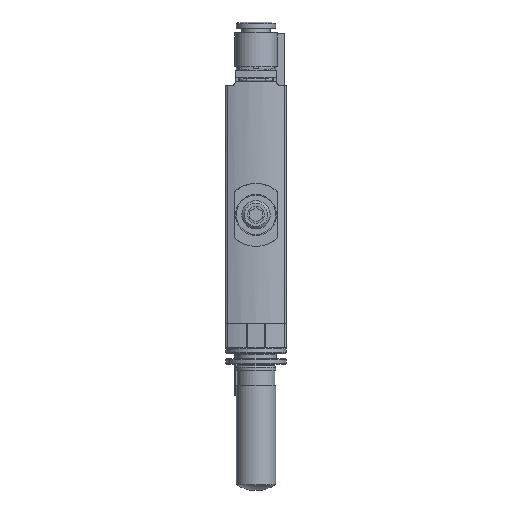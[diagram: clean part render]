
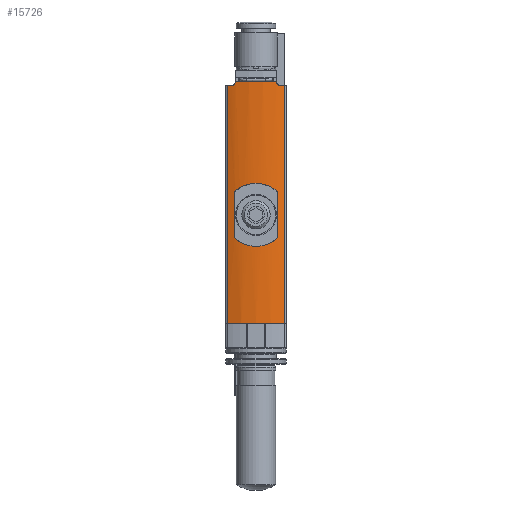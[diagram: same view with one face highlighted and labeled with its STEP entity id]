
A CAD part, front view. The second image highlights one B-rep face of the part: STEP entity #15726.
In plain terms, the highlighted cylindrical face has radius 21 mm (diameter 42 mm), a partial arc.
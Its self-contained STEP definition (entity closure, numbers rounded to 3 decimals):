
#199=B_SPLINE_CURVE_WITH_KNOTS('',3,(#21839,#21840,#21841,#21842,#21843,
#21844,#21845),.UNSPECIFIED.,.F.,.F.,(4,1,1,1,4),(0.,0.003,
0.006,0.008,0.011),
 .UNSPECIFIED.);
#200=B_SPLINE_CURVE_WITH_KNOTS('',3,(#21848,#21849,#21850,#21851),
 .UNSPECIFIED.,.F.,.F.,(4,4),(0.,0.),
 .UNSPECIFIED.);
#201=B_SPLINE_CURVE_WITH_KNOTS('',3,(#21855,#21856,#21857,#21858),
 .UNSPECIFIED.,.F.,.F.,(4,4),(0.,0.),.UNSPECIFIED.);
#202=B_SPLINE_CURVE_WITH_KNOTS('',3,(#21860,#21861,#21862,#21863,#21864,
#21865,#21866),.UNSPECIFIED.,.F.,.F.,(4,1,1,1,4),(0.,0.003,
0.006,0.008,0.011),
 .UNSPECIFIED.);
#203=B_SPLINE_CURVE_WITH_KNOTS('',3,(#21868,#21869,#21870,#21871),
 .UNSPECIFIED.,.F.,.F.,(4,4),(0.,0.),.UNSPECIFIED.);
#204=B_SPLINE_CURVE_WITH_KNOTS('',3,(#21875,#21876,#21877,#21878),
 .UNSPECIFIED.,.F.,.F.,(4,4),(0.,0.),.UNSPECIFIED.);
#205=B_SPLINE_CURVE_WITH_KNOTS('',3,(#21882,#21883,#21884,#21885,#21886),
 .UNSPECIFIED.,.F.,.F.,(4,1,4),(0.,0.001,
0.002),.UNSPECIFIED.);
#206=B_SPLINE_CURVE_WITH_KNOTS('',3,(#21898,#21899,#21900,#21901,#21902),
 .UNSPECIFIED.,.F.,.F.,(4,1,4),(0.,0.001,0.002),
 .UNSPECIFIED.);
#250=CYLINDRICAL_SURFACE('',#16541,21.);
#679=LINE('',#21853,#1631);
#680=LINE('',#21873,#1632);
#681=LINE('',#21890,#1633);
#682=LINE('',#21894,#1634);
#1631=VECTOR('',#18124,1000.);
#1632=VECTOR('',#18125,1000.);
#1633=VECTOR('',#18130,1000.);
#1634=VECTOR('',#18133,1000.);
#2638=ORIENTED_EDGE('',*,*,#5756,.T.);
#2639=ORIENTED_EDGE('',*,*,#5757,.T.);
#2640=ORIENTED_EDGE('',*,*,#5758,.T.);
#2641=ORIENTED_EDGE('',*,*,#5759,.T.);
#2642=ORIENTED_EDGE('',*,*,#5760,.T.);
#2643=ORIENTED_EDGE('',*,*,#5761,.T.);
#2644=ORIENTED_EDGE('',*,*,#5762,.T.);
#2645=ORIENTED_EDGE('',*,*,#5763,.T.);
#2646=ORIENTED_EDGE('',*,*,#5764,.F.);
#2647=ORIENTED_EDGE('',*,*,#5765,.F.);
#2648=ORIENTED_EDGE('',*,*,#5766,.F.);
#2649=ORIENTED_EDGE('',*,*,#5767,.T.);
#2650=ORIENTED_EDGE('',*,*,#5768,.T.);
#2651=ORIENTED_EDGE('',*,*,#5769,.F.);
#2652=ORIENTED_EDGE('',*,*,#5770,.F.);
#2653=ORIENTED_EDGE('',*,*,#5771,.F.);
#5756=EDGE_CURVE('',#7309,#7310,#199,.T.);
#5757=EDGE_CURVE('',#7310,#7311,#200,.T.);
#5758=EDGE_CURVE('',#7311,#7312,#679,.F.);
#5759=EDGE_CURVE('',#7312,#7313,#201,.T.);
#5760=EDGE_CURVE('',#7313,#7314,#202,.T.);
#5761=EDGE_CURVE('',#7314,#7315,#203,.T.);
#5762=EDGE_CURVE('',#7315,#7316,#680,.T.);
#5763=EDGE_CURVE('',#7316,#7309,#204,.T.);
#5764=EDGE_CURVE('',#7317,#7318,#8257,.T.);
#5765=EDGE_CURVE('',#7319,#7317,#205,.T.);
#5766=EDGE_CURVE('',#7320,#7319,#8258,.T.);
#5767=EDGE_CURVE('',#7320,#7321,#681,.T.);
#5768=EDGE_CURVE('',#7321,#7322,#8259,.T.);
#5769=EDGE_CURVE('',#7323,#7322,#682,.T.);
#5770=EDGE_CURVE('',#7324,#7323,#8260,.T.);
#5771=EDGE_CURVE('',#7318,#7324,#206,.T.);
#7309=VERTEX_POINT('',#21846);
#7310=VERTEX_POINT('',#21847);
#7311=VERTEX_POINT('',#21852);
#7312=VERTEX_POINT('',#21854);
#7313=VERTEX_POINT('',#21859);
#7314=VERTEX_POINT('',#21867);
#7315=VERTEX_POINT('',#21872);
#7316=VERTEX_POINT('',#21874);
#7317=VERTEX_POINT('',#21880);
#7318=VERTEX_POINT('',#21881);
#7319=VERTEX_POINT('',#21887);
#7320=VERTEX_POINT('',#21889);
#7321=VERTEX_POINT('',#21891);
#7322=VERTEX_POINT('',#21893);
#7323=VERTEX_POINT('',#21895);
#7324=VERTEX_POINT('',#21897);
#8257=CIRCLE('',#16542,21.);
#8258=CIRCLE('',#16543,21.);
#8259=CIRCLE('',#16544,21.);
#8260=CIRCLE('',#16545,21.);
#8818=EDGE_LOOP('',(#2638,#2639,#2640,#2641,#2642,#2643,#2644,#2645));
#8819=EDGE_LOOP('',(#2646,#2647,#2648,#2649,#2650,#2651,#2652,#2653));
#9862=FACE_BOUND('',#8818,.T.);
#9863=FACE_BOUND('',#8819,.T.);
#15726=ADVANCED_FACE('',(#9862,#9863),#250,.T.);
#16541=AXIS2_PLACEMENT_3D('',#21838,#18122,#18123);
#16542=AXIS2_PLACEMENT_3D('',#21879,#18126,#18127);
#16543=AXIS2_PLACEMENT_3D('',#21888,#18128,#18129);
#16544=AXIS2_PLACEMENT_3D('',#21892,#18131,#18132);
#16545=AXIS2_PLACEMENT_3D('',#21896,#18134,#18135);
#18122=DIRECTION('',(0.,0.,-1.));
#18123=DIRECTION('',(-1.,0.,0.));
#18124=DIRECTION('',(0.,0.,-1.));
#18125=DIRECTION('',(0.,0.,-1.));
#18126=DIRECTION('',(0.,0.,1.));
#18127=DIRECTION('',(1.,0.,0.));
#18128=DIRECTION('',(0.,0.,1.));
#18129=DIRECTION('',(1.,0.,0.));
#18130=DIRECTION('',(0.,0.,-1.));
#18131=DIRECTION('',(0.,0.,1.));
#18132=DIRECTION('',(1.,0.,0.));
#18133=DIRECTION('',(0.,0.,-1.));
#18134=DIRECTION('',(0.,0.,1.));
#18135=DIRECTION('',(1.,0.,0.));
#21838=CARTESIAN_POINT('',(0.,25.915,35.8));
#21839=CARTESIAN_POINT('',(5.075,5.538,-5.923));
#21840=CARTESIAN_POINT('',(4.377,5.364,-6.521));
#21841=CARTESIAN_POINT('',(2.786,5.044,-7.46));
#21842=CARTESIAN_POINT('',(0.004,4.851,-7.969));
#21843=CARTESIAN_POINT('',(-2.779,5.043,-7.464));
#21844=CARTESIAN_POINT('',(-4.377,5.364,-6.521));
#21845=CARTESIAN_POINT('',(-5.075,5.538,-5.923));
#21846=CARTESIAN_POINT('',(5.075,5.538,-5.923));
#21847=CARTESIAN_POINT('',(-5.075,5.538,-5.923));
#21848=CARTESIAN_POINT('',(-5.075,5.538,-5.923));
#21849=CARTESIAN_POINT('',(-5.184,5.565,-5.83));
#21850=CARTESIAN_POINT('',(-5.25,5.582,-5.689));
#21851=CARTESIAN_POINT('',(-5.25,5.582,-5.543));
#21852=CARTESIAN_POINT('',(-5.25,5.582,-5.543));
#21853=CARTESIAN_POINT('',(-5.25,5.582,35.8));
#21854=CARTESIAN_POINT('',(-5.25,5.582,5.543));
#21855=CARTESIAN_POINT('',(-5.25,5.582,5.543));
#21856=CARTESIAN_POINT('',(-5.25,5.582,5.689));
#21857=CARTESIAN_POINT('',(-5.184,5.565,5.83));
#21858=CARTESIAN_POINT('',(-5.075,5.538,5.923));
#21859=CARTESIAN_POINT('',(-5.075,5.538,5.923));
#21860=CARTESIAN_POINT('',(-5.075,5.538,5.923));
#21861=CARTESIAN_POINT('',(-4.377,5.364,6.521));
#21862=CARTESIAN_POINT('',(-2.786,5.044,7.46));
#21863=CARTESIAN_POINT('',(-0.004,4.851,7.969));
#21864=CARTESIAN_POINT('',(2.779,5.043,7.464));
#21865=CARTESIAN_POINT('',(4.377,5.364,6.521));
#21866=CARTESIAN_POINT('',(5.075,5.538,5.923));
#21867=CARTESIAN_POINT('',(5.075,5.538,5.923));
#21868=CARTESIAN_POINT('',(5.075,5.538,5.923));
#21869=CARTESIAN_POINT('',(5.184,5.565,5.83));
#21870=CARTESIAN_POINT('',(5.25,5.582,5.689));
#21871=CARTESIAN_POINT('',(5.25,5.582,5.543));
#21872=CARTESIAN_POINT('',(5.25,5.582,5.543));
#21873=CARTESIAN_POINT('',(5.25,5.582,35.8));
#21874=CARTESIAN_POINT('',(5.25,5.582,-5.543));
#21875=CARTESIAN_POINT('',(5.25,5.582,-5.543));
#21876=CARTESIAN_POINT('',(5.25,5.582,-5.689));
#21877=CARTESIAN_POINT('',(5.184,5.565,-5.83));
#21878=CARTESIAN_POINT('',(5.075,5.538,-5.923));
#21879=CARTESIAN_POINT('',(0.,25.915,33.));
#21880=CARTESIAN_POINT('',(-5.1,5.544,33.));
#21881=CARTESIAN_POINT('',(5.1,5.544,33.));
#21882=CARTESIAN_POINT('',(-6.1,5.82,32.));
#21883=CARTESIAN_POINT('',(-5.842,5.742,32.));
#21884=CARTESIAN_POINT('',(-5.33,5.6,32.205));
#21885=CARTESIAN_POINT('',(-5.1,5.544,32.731));
#21886=CARTESIAN_POINT('',(-5.1,5.544,33.));
#21887=CARTESIAN_POINT('',(-6.1,5.82,32.));
#21888=CARTESIAN_POINT('',(0.,25.915,32.));
#21889=CARTESIAN_POINT('',(-7.171,6.177,32.));
#21890=CARTESIAN_POINT('',(-7.171,6.177,35.8));
#21891=CARTESIAN_POINT('',(-7.171,6.177,-27.));
#21892=CARTESIAN_POINT('',(0.,25.915,-27.));
#21893=CARTESIAN_POINT('',(7.171,6.177,-27.));
#21894=CARTESIAN_POINT('',(7.171,6.177,35.8));
#21895=CARTESIAN_POINT('',(7.171,6.177,32.));
#21896=CARTESIAN_POINT('',(0.,25.915,32.));
#21897=CARTESIAN_POINT('',(6.1,5.82,32.));
#21898=CARTESIAN_POINT('',(5.1,5.544,33.));
#21899=CARTESIAN_POINT('',(5.1,5.544,32.731));
#21900=CARTESIAN_POINT('',(5.329,5.599,32.206));
#21901=CARTESIAN_POINT('',(5.843,5.742,32.));
#21902=CARTESIAN_POINT('',(6.1,5.82,32.));
